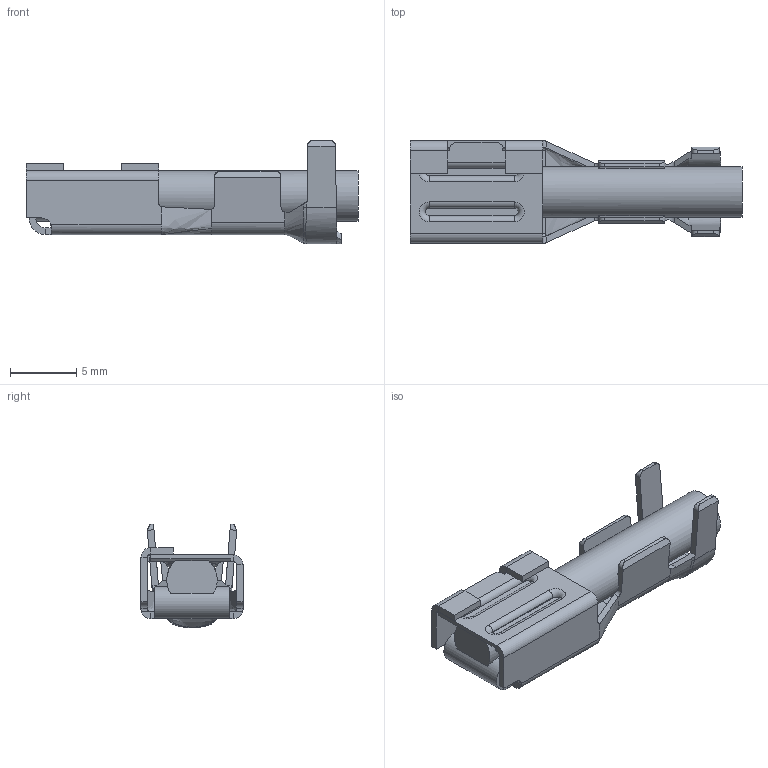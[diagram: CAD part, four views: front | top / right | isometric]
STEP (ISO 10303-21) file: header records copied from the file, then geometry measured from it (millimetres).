
FILE_DESCRIPTION( ('This file contains a STEP AP42 implementation' ,'as created by ZW3D STEP Interface translator.') ,'2;1' );
FILE_NAME( 'WD10160-3TD408S401.stp' ,'231214.144445', (''), ('ZWCAD Software Co.'), 'Version 1.0', 'ZW3D to STEP translator', '' );
FILE_SCHEMA(('AUTOMOTIVE_DESIGN { 1 0 10303 214 1 1 1 1 }'));
Length unit declared in the file: millimetre
Products named in the file (2): 0; WD10160-3TD408S401
Bounding box: 25 x 7.7 x 7.81 mm (x, y, z)
Volume: 451.4 mm3; surface area: 1065.3 mm2
Topology: 1 solids, 1 shells, 316 faces, 880 edges, 561 vertices
Faces by surface type: plane 193, cylinder 79, bspline 40, torus 4
Full cylindrical faces by diameter (mm): 3.796 x1
Entity records: 11556 total; most frequent: CARTESIAN_POINT 3300, ORIENTED_EDGE 1760, DIRECTION 1514, EDGE_CURVE 880, VECTOR 576, LINE 576, VERTEX_POINT 561, AXIS2_PLACEMENT_3D 469
